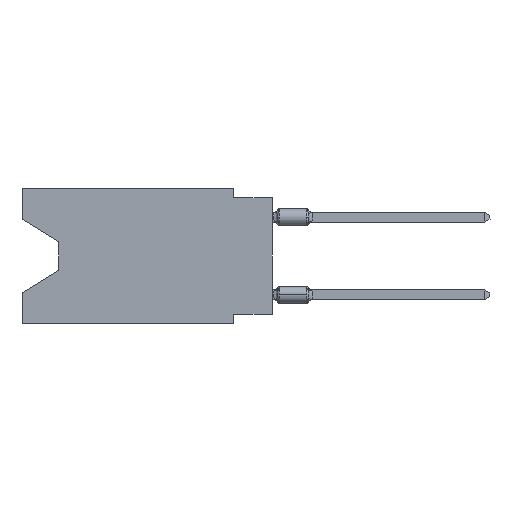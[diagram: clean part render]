
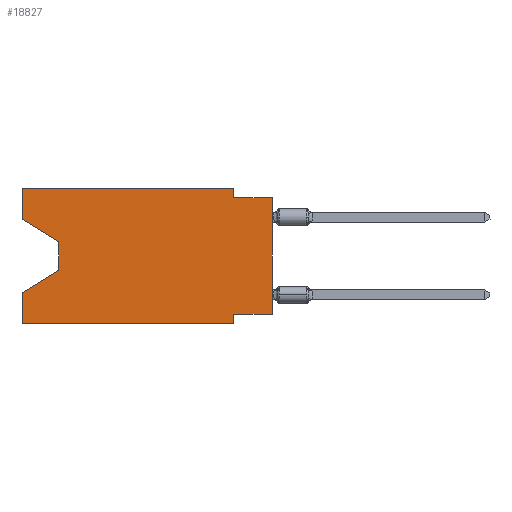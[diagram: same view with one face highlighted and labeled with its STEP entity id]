
A CAD part, left-side view. The second image highlights one B-rep face of the part: STEP entity #18827.
In plain terms, the highlighted planar face has unit normal (-1, 0, 0).
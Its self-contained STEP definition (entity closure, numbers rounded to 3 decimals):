
#273 = EDGE_CURVE ( 'NONE', #4785, #27181, #17949, .T. ) ;
#577 = CARTESIAN_POINT ( 'NONE',  ( 0., 16.383, 0. ) ) ;
#1140 = CARTESIAN_POINT ( 'NONE',  ( 0., 13.97, -3.505 ) ) ;
#1472 = LINE ( 'NONE', #2119, #28496 ) ;
#1628 = DIRECTION ( 'NONE',  ( 0., -1., 0. ) ) ;
#1725 = CARTESIAN_POINT ( 'NONE',  ( 0., 0., -8.255 ) ) ;
#1773 = LINE ( 'NONE', #14416, #11809 ) ;
#1838 = EDGE_CURVE ( 'NONE', #9159, #16219, #14681, .T. ) ;
#1947 = ORIENTED_EDGE ( 'NONE', *, *, #13105, .T. ) ;
#2119 = CARTESIAN_POINT ( 'NONE',  ( 0., 16.383, -8.89 ) ) ;
#2331 = ORIENTED_EDGE ( 'NONE', *, *, #3624, .F. ) ;
#2624 = ORIENTED_EDGE ( 'NONE', *, *, #28836, .F. ) ;
#2967 = ORIENTED_EDGE ( 'NONE', *, *, #1838, .T. ) ;
#3001 = DIRECTION ( 'NONE',  ( 0., -1., 0. ) ) ;
#3341 = CARTESIAN_POINT ( 'NONE',  ( 0., 16.383, -6.852 ) ) ;
#3624 = EDGE_CURVE ( 'NONE', #28641, #4785, #23549, .T. ) ;
#4051 = LINE ( 'NONE', #21398, #13610 ) ;
#4785 = VERTEX_POINT ( 'NONE', #25479 ) ;
#6105 = DIRECTION ( 'NONE',  ( 0., 0., -1. ) ) ;
#6211 = VECTOR ( 'NONE', #30818, 1000. ) ;
#6959 = DIRECTION ( 'NONE',  ( 0., 1., 0. ) ) ;
#6960 = CARTESIAN_POINT ( 'NONE',  ( 0., 0., -0.635 ) ) ;
#7237 = VECTOR ( 'NONE', #28056, 1000. ) ;
#7384 = ORIENTED_EDGE ( 'NONE', *, *, #10717, .T. ) ;
#7491 = EDGE_CURVE ( 'NONE', #27181, #20509, #31470, .T. ) ;
#8111 = LINE ( 'NONE', #13158, #26380 ) ;
#8126 = VECTOR ( 'NONE', #1628, 1000. ) ;
#8782 = PLANE ( 'NONE',  #30129 ) ;
#8939 = DIRECTION ( 'NONE',  ( 0., 0., -1. ) ) ;
#9159 = VERTEX_POINT ( 'NONE', #22588 ) ;
#9255 = CARTESIAN_POINT ( 'NONE',  ( 0., 16.383, 0. ) ) ;
#10222 = VERTEX_POINT ( 'NONE', #10655 ) ;
#10655 = CARTESIAN_POINT ( 'NONE',  ( 0., 16.383, -8.89 ) ) ;
#10717 = EDGE_CURVE ( 'NONE', #10222, #25269, #1472, .T. ) ;
#10827 = VECTOR ( 'NONE', #3001, 1000. ) ;
#10957 = EDGE_CURVE ( 'NONE', #9159, #28641, #25457, .T. ) ;
#11065 = DIRECTION ( 'NONE',  ( 1., 0., 0. ) ) ;
#11097 = LINE ( 'NONE', #31366, #28748 ) ;
#11551 = VECTOR ( 'NONE', #32042, 1000. ) ;
#11809 = VECTOR ( 'NONE', #6959, 1000. ) ;
#12007 = DIRECTION ( 'NONE',  ( 0., -1., 0. ) ) ;
#12339 = LINE ( 'NONE', #26455, #30587 ) ;
#12702 = CARTESIAN_POINT ( 'NONE',  ( 0., 2.54, -8.89 ) ) ;
#12788 = EDGE_CURVE ( 'NONE', #15728, #20509, #12339, .T. ) ;
#13086 = CARTESIAN_POINT ( 'NONE',  ( 0., 2.54, 0. ) ) ;
#13105 = EDGE_CURVE ( 'NONE', #16219, #16755, #23367, .T. ) ;
#13158 = CARTESIAN_POINT ( 'NONE',  ( 0., 2.54, -8.89 ) ) ;
#13610 = VECTOR ( 'NONE', #13783, 1000. ) ;
#13783 = DIRECTION ( 'NONE',  ( 0., 0.855, -0.519 ) ) ;
#14050 = CARTESIAN_POINT ( 'NONE',  ( 0., 13.97, -5.385 ) ) ;
#14290 = VERTEX_POINT ( 'NONE', #18339 ) ;
#14306 = EDGE_CURVE ( 'NONE', #16755, #26338, #4051, .T. ) ;
#14416 = CARTESIAN_POINT ( 'NONE',  ( 0., 0., -8.255 ) ) ;
#14681 = LINE ( 'NONE', #27655, #11551 ) ;
#15728 = VERTEX_POINT ( 'NONE', #1725 ) ;
#16138 = ORIENTED_EDGE ( 'NONE', *, *, #30383, .F. ) ;
#16219 = VERTEX_POINT ( 'NONE', #18037 ) ;
#16567 = DIRECTION ( 'NONE',  ( 0., 0., 1. ) ) ;
#16755 = VERTEX_POINT ( 'NONE', #14050 ) ;
#17093 = EDGE_CURVE ( 'NONE', #10222, #26338, #11097, .T. ) ;
#17098 = CARTESIAN_POINT ( 'NONE',  ( 0., 16.383, 0. ) ) ;
#17949 = LINE ( 'NONE', #13086, #24461 ) ;
#18020 = DIRECTION ( 'NONE',  ( 0., 0., -1. ) ) ;
#18037 = CARTESIAN_POINT ( 'NONE',  ( 0., 13.97, -3.505 ) ) ;
#18167 = CARTESIAN_POINT ( 'NONE',  ( 0., 16.383, 0. ) ) ;
#18339 = CARTESIAN_POINT ( 'NONE',  ( 0., 2.54, -8.255 ) ) ;
#18597 = ORIENTED_EDGE ( 'NONE', *, *, #17093, .F. ) ;
#18827 = ADVANCED_FACE ( 'NONE', ( #28890 ), #8782, .F. ) ;
#20118 = ORIENTED_EDGE ( 'NONE', *, *, #273, .F. ) ;
#20509 = VERTEX_POINT ( 'NONE', #6960 ) ;
#21398 = CARTESIAN_POINT ( 'NONE',  ( 0., 13.97, -5.385 ) ) ;
#21556 = ORIENTED_EDGE ( 'NONE', *, *, #12788, .T. ) ;
#21722 = CARTESIAN_POINT ( 'NONE',  ( 0., 2.54, -0.635 ) ) ;
#22588 = CARTESIAN_POINT ( 'NONE',  ( 0., 16.383, -2.038 ) ) ;
#23367 = LINE ( 'NONE', #1140, #6211 ) ;
#23417 = CARTESIAN_POINT ( 'NONE',  ( 0., 0., -0.635 ) ) ;
#23549 = LINE ( 'NONE', #577, #10827 ) ;
#24461 = VECTOR ( 'NONE', #6105, 1000. ) ;
#25219 = ORIENTED_EDGE ( 'NONE', *, *, #10957, .F. ) ;
#25269 = VERTEX_POINT ( 'NONE', #12702 ) ;
#25457 = LINE ( 'NONE', #18167, #7237 ) ;
#25479 = CARTESIAN_POINT ( 'NONE',  ( 0., 2.54, 0. ) ) ;
#25688 = EDGE_LOOP ( 'NONE', ( #2967, #1947, #26491, #18597, #7384, #16138, #2624, #21556, #29223, #20118, #2331, #25219 ) ) ;
#26338 = VERTEX_POINT ( 'NONE', #3341 ) ;
#26380 = VECTOR ( 'NONE', #18020, 1000. ) ;
#26455 = CARTESIAN_POINT ( 'NONE',  ( 0., 0., 0. ) ) ;
#26491 = ORIENTED_EDGE ( 'NONE', *, *, #14306, .T. ) ;
#27181 = VERTEX_POINT ( 'NONE', #21722 ) ;
#27655 = CARTESIAN_POINT ( 'NONE',  ( 0., 16.383, -2.038 ) ) ;
#28056 = DIRECTION ( 'NONE',  ( 0., 0., 1. ) ) ;
#28496 = VECTOR ( 'NONE', #12007, 1000. ) ;
#28641 = VERTEX_POINT ( 'NONE', #17098 ) ;
#28748 = VECTOR ( 'NONE', #30888, 1000. ) ;
#28836 = EDGE_CURVE ( 'NONE', #15728, #14290, #1773, .T. ) ;
#28890 = FACE_OUTER_BOUND ( 'NONE', #25688, .T. ) ;
#29223 = ORIENTED_EDGE ( 'NONE', *, *, #7491, .F. ) ;
#30129 = AXIS2_PLACEMENT_3D ( 'NONE', #9255, #11065, #8939 ) ;
#30383 = EDGE_CURVE ( 'NONE', #14290, #25269, #8111, .T. ) ;
#30587 = VECTOR ( 'NONE', #16567, 1000. ) ;
#30818 = DIRECTION ( 'NONE',  ( 0., 0., -1. ) ) ;
#30888 = DIRECTION ( 'NONE',  ( 0., 0., 1. ) ) ;
#31366 = CARTESIAN_POINT ( 'NONE',  ( 0., 16.383, 0. ) ) ;
#31470 = LINE ( 'NONE', #23417, #8126 ) ;
#32042 = DIRECTION ( 'NONE',  ( 0., -0.855, -0.519 ) ) ;
